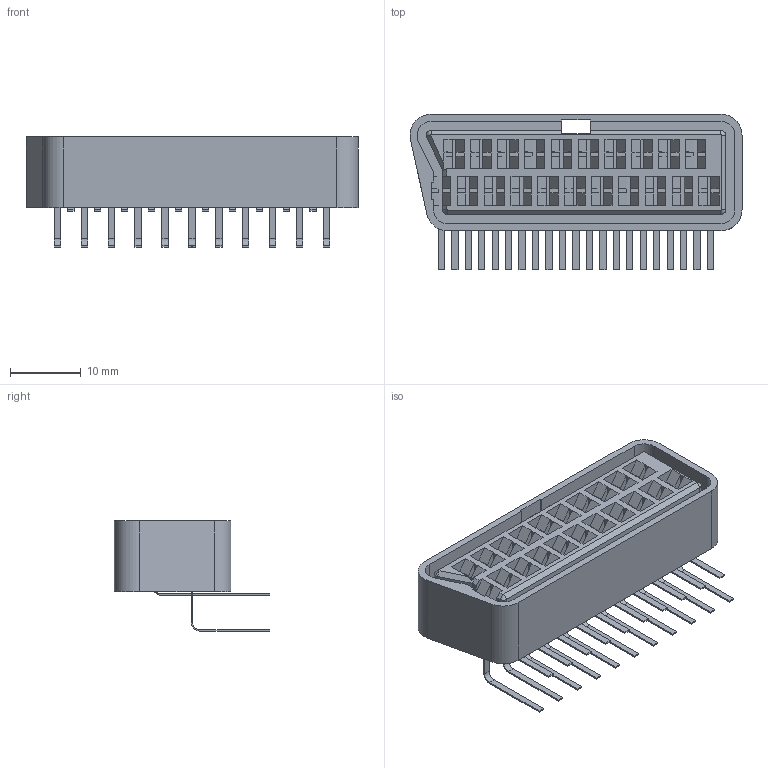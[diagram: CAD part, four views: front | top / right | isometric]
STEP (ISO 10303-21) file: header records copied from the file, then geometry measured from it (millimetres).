
FILE_DESCRIPTION (( 'STEP AP203' ), '1' );
FILE_NAME ('User Library-conector scart.STEP', '2019-06-24T02:53:55', ( '' ), ( '' ), 'SwSTEP 2.0', 'SolidWorks 2019', '' );
FILE_SCHEMA (( 'CONFIG_CONTROL_DESIGN' ));
Length unit declared in the file: millimetre
Products named in the file (1): User Library-conector scart
Bounding box: 47 x 22 x 15.6 mm (x, y, z)
Volume: 5453.6 mm3; surface area: 8417.7 mm2
Topology: 67 solids, 67 shells, 1084 faces, 2696 edges, 1765 vertices
Faces by surface type: plane 930, cylinder 149, cone 5
Entity records: 31640 total; most frequent: CARTESIAN_POINT 5549, ORIENTED_EDGE 5392, DIRECTION 5171, EDGE_CURVE 2696, LINE 2389, VECTOR 2389, VERTEX_POINT 1765, AXIS2_PLACEMENT_3D 1391
